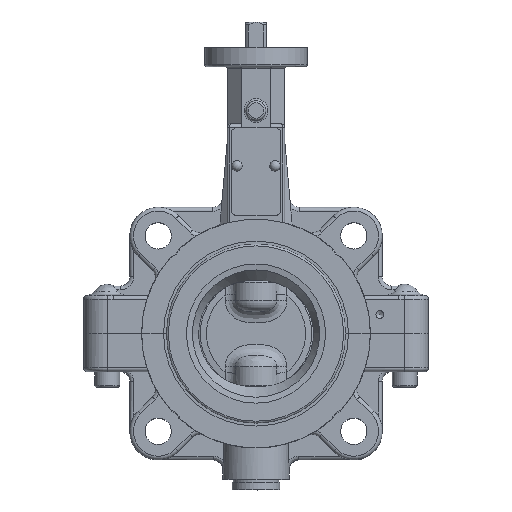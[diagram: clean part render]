
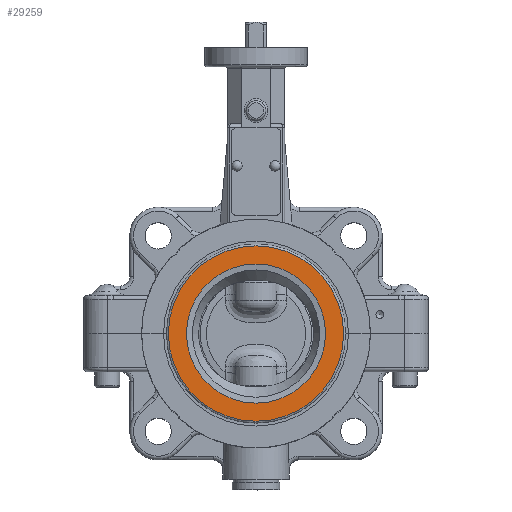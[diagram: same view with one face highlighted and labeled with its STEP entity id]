
A CAD part, top view. The second image highlights one B-rep face of the part: STEP entity #29259.
In plain terms, the highlighted face is planar.
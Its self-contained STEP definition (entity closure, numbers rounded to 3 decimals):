
#29217=CARTESIAN_POINT('',(-46.,-23.,0.0));
#29218=VERTEX_POINT('',#29217);
#29219=CARTESIAN_POINT('',(0.,-23.,0.0));
#29220=DIRECTION('',(0.0,1.0,0.0));
#29221=DIRECTION('',(1.0,0.0,0.0));
#29222=AXIS2_PLACEMENT_3D('',#29219,#29220,#29221);
#29223=CIRCLE('',#29222,46.);
#29224=EDGE_CURVE('',#29218,#29218,#29223,.T.);
#29240=CARTESIAN_POINT('',(-41.75,-23.,0.0));
#29241=DIRECTION('',(0.0,-1.0,0.0));
#29242=DIRECTION('',(0.0,0.0,-1.0));
#29243=AXIS2_PLACEMENT_3D('',#29240,#29241,#29242);
#29244=PLANE('',#29243);
#29245=ORIENTED_EDGE('',*,*,#29224,.F.);
#29246=EDGE_LOOP('',(#29245));
#29247=FACE_OUTER_BOUND('',#29246,.T.);
#29248=CARTESIAN_POINT('',(-36.5,-23.,0.0));
#29249=VERTEX_POINT('',#29248);
#29250=CARTESIAN_POINT('',(0.,-23.,0.0));
#29251=DIRECTION('',(0.0,1.0,0.0));
#29252=DIRECTION('',(-1.0,0.0,0.0));
#29253=AXIS2_PLACEMENT_3D('',#29250,#29251,#29252);
#29254=CIRCLE('',#29253,36.5);
#29255=EDGE_CURVE('',#29249,#29249,#29254,.T.);
#29256=ORIENTED_EDGE('',*,*,#29255,.T.);
#29257=EDGE_LOOP('',(#29256));
#29258=FACE_BOUND('',#29257,.T.);
#29259=ADVANCED_FACE('',(#29247,#29258),#29244,.T.);
